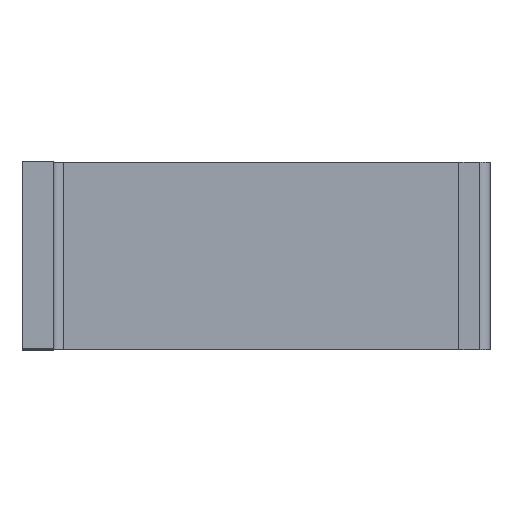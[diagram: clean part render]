
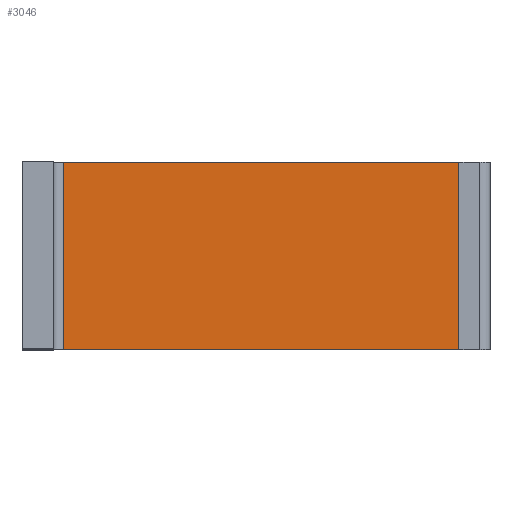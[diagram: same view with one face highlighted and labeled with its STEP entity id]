
A CAD part, top view. The second image highlights one B-rep face of the part: STEP entity #3046.
In plain terms, the highlighted planar face has unit normal (0, 0, 1).
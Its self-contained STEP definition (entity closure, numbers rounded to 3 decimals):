
#2109 = VERTEX_POINT('',#2110);
#2110 = CARTESIAN_POINT('',(42.,0.,43.));
#2124 = PLANE('',#2125);
#2125 = AXIS2_PLACEMENT_3D('',#2126,#2127,#2128);
#2126 = CARTESIAN_POINT('',(42.,0.,43.));
#2127 = DIRECTION('',(0.,0.,1.));
#2128 = DIRECTION('',(0.,1.,0.));
#2152 = PLANE('',#2153);
#2153 = AXIS2_PLACEMENT_3D('',#2154,#2155,#2156);
#2154 = CARTESIAN_POINT('',(42.,0.,40.));
#2155 = DIRECTION('',(0.,1.,0.));
#2156 = DIRECTION('',(1.,0.,0.));
#2568 = EDGE_CURVE('',#2109,#2569,#2571,.T.);
#2569 = VERTEX_POINT('',#2570);
#2570 = CARTESIAN_POINT('',(4.,0.,43.));
#2571 = SURFACE_CURVE('',#2572,(#2576,#2583),.PCURVE_S1.);
#2572 = LINE('',#2573,#2574);
#2573 = CARTESIAN_POINT('',(42.,0.,43.));
#2574 = VECTOR('',#2575,1.);
#2575 = DIRECTION('',(-1.,0.,0.));
#2576 = PCURVE('',#2152,#2577);
#2577 = DEFINITIONAL_REPRESENTATION('',(#2578),#2582);
#2578 = LINE('',#2579,#2580);
#2579 = CARTESIAN_POINT('',(-0.,-3.));
#2580 = VECTOR('',#2581,1.);
#2581 = DIRECTION('',(-1.,0.));
#2582 = ( GEOMETRIC_REPRESENTATION_CONTEXT(2) 
PARAMETRIC_REPRESENTATION_CONTEXT() REPRESENTATION_CONTEXT('2D SPACE',''
  ) );
#2583 = PCURVE('',#2584,#2589);
#2584 = PLANE('',#2585);
#2585 = AXIS2_PLACEMENT_3D('',#2586,#2587,#2588);
#2586 = CARTESIAN_POINT('',(21.,-9.,43.));
#2587 = DIRECTION('',(0.,0.,-1.));
#2588 = DIRECTION('',(0.,-1.,0.));
#2589 = DEFINITIONAL_REPRESENTATION('',(#2590),#2594);
#2590 = LINE('',#2591,#2592);
#2591 = CARTESIAN_POINT('',(-9.,-21.));
#2592 = VECTOR('',#2593,1.);
#2593 = DIRECTION('',(-0.,1.));
#2594 = ( GEOMETRIC_REPRESENTATION_CONTEXT(2) 
PARAMETRIC_REPRESENTATION_CONTEXT() REPRESENTATION_CONTEXT('2D SPACE',''
  ) );
#2731 = VERTEX_POINT('',#2732);
#2732 = CARTESIAN_POINT('',(42.,-18.,43.));
#2753 = EDGE_CURVE('',#2731,#2109,#2754,.T.);
#2754 = SURFACE_CURVE('',#2755,(#2759,#2766),.PCURVE_S1.);
#2755 = LINE('',#2756,#2757);
#2756 = CARTESIAN_POINT('',(42.,-18.,43.));
#2757 = VECTOR('',#2758,1.);
#2758 = DIRECTION('',(-0.,1.,0.));
#2759 = PCURVE('',#2124,#2760);
#2760 = DEFINITIONAL_REPRESENTATION('',(#2761),#2765);
#2761 = LINE('',#2762,#2763);
#2762 = CARTESIAN_POINT('',(-18.,0.));
#2763 = VECTOR('',#2764,1.);
#2764 = DIRECTION('',(1.,-0.));
#2765 = ( GEOMETRIC_REPRESENTATION_CONTEXT(2) 
PARAMETRIC_REPRESENTATION_CONTEXT() REPRESENTATION_CONTEXT('2D SPACE',''
  ) );
#2766 = PCURVE('',#2584,#2767);
#2767 = DEFINITIONAL_REPRESENTATION('',(#2768),#2772);
#2768 = LINE('',#2769,#2770);
#2769 = CARTESIAN_POINT('',(9.,-21.));
#2770 = VECTOR('',#2771,1.);
#2771 = DIRECTION('',(-1.,-0.));
#2772 = ( GEOMETRIC_REPRESENTATION_CONTEXT(2) 
PARAMETRIC_REPRESENTATION_CONTEXT() REPRESENTATION_CONTEXT('2D SPACE',''
  ) );
#2926 = PLANE('',#2927);
#2927 = AXIS2_PLACEMENT_3D('',#2928,#2929,#2930);
#2928 = CARTESIAN_POINT('',(0.,-18.,40.));
#2929 = DIRECTION('',(0.,-1.,0.));
#2930 = DIRECTION('',(-1.,0.,0.));
#3046 = ADVANCED_FACE('',(#3047),#2584,.F.);
#3047 = FACE_BOUND('',#3048,.T.);
#3048 = EDGE_LOOP('',(#3049,#3072,#3073,#3074));
#3049 = ORIENTED_EDGE('',*,*,#3050,.T.);
#3050 = EDGE_CURVE('',#3051,#2731,#3053,.T.);
#3051 = VERTEX_POINT('',#3052);
#3052 = CARTESIAN_POINT('',(4.,-18.,43.));
#3053 = SURFACE_CURVE('',#3054,(#3058,#3065),.PCURVE_S1.);
#3054 = LINE('',#3055,#3056);
#3055 = CARTESIAN_POINT('',(0.,-18.,43.));
#3056 = VECTOR('',#3057,1.);
#3057 = DIRECTION('',(1.,0.,0.));
#3058 = PCURVE('',#2584,#3059);
#3059 = DEFINITIONAL_REPRESENTATION('',(#3060),#3064);
#3060 = LINE('',#3061,#3062);
#3061 = CARTESIAN_POINT('',(9.,21.));
#3062 = VECTOR('',#3063,1.);
#3063 = DIRECTION('',(-0.,-1.));
#3064 = ( GEOMETRIC_REPRESENTATION_CONTEXT(2) 
PARAMETRIC_REPRESENTATION_CONTEXT() REPRESENTATION_CONTEXT('2D SPACE',''
  ) );
#3065 = PCURVE('',#2926,#3066);
#3066 = DEFINITIONAL_REPRESENTATION('',(#3067),#3071);
#3067 = LINE('',#3068,#3069);
#3068 = CARTESIAN_POINT('',(-0.,-3.));
#3069 = VECTOR('',#3070,1.);
#3070 = DIRECTION('',(-1.,-0.));
#3071 = ( GEOMETRIC_REPRESENTATION_CONTEXT(2) 
PARAMETRIC_REPRESENTATION_CONTEXT() REPRESENTATION_CONTEXT('2D SPACE',''
  ) );
#3072 = ORIENTED_EDGE('',*,*,#2753,.T.);
#3073 = ORIENTED_EDGE('',*,*,#2568,.T.);
#3074 = ORIENTED_EDGE('',*,*,#3075,.T.);
#3075 = EDGE_CURVE('',#2569,#3051,#3076,.T.);
#3076 = SURFACE_CURVE('',#3077,(#3081,#3088),.PCURVE_S1.);
#3077 = LINE('',#3078,#3079);
#3078 = CARTESIAN_POINT('',(4.,0.,43.));
#3079 = VECTOR('',#3080,1.);
#3080 = DIRECTION('',(-0.,-1.,0.));
#3081 = PCURVE('',#2584,#3082);
#3082 = DEFINITIONAL_REPRESENTATION('',(#3083),#3087);
#3083 = LINE('',#3084,#3085);
#3084 = CARTESIAN_POINT('',(-9.,17.));
#3085 = VECTOR('',#3086,1.);
#3086 = DIRECTION('',(1.,-0.));
#3087 = ( GEOMETRIC_REPRESENTATION_CONTEXT(2) 
PARAMETRIC_REPRESENTATION_CONTEXT() REPRESENTATION_CONTEXT('2D SPACE',''
  ) );
#3088 = PCURVE('',#3089,#3094);
#3089 = CYLINDRICAL_SURFACE('',#3090,1.);
#3090 = AXIS2_PLACEMENT_3D('',#3091,#3092,#3093);
#3091 = CARTESIAN_POINT('',(4.,0.,44.));
#3092 = DIRECTION('',(-0.,-1.,0.));
#3093 = DIRECTION('',(-0.,0.,-1.));
#3094 = DEFINITIONAL_REPRESENTATION('',(#3095),#3099);
#3095 = LINE('',#3096,#3097);
#3096 = CARTESIAN_POINT('',(-0.,0.));
#3097 = VECTOR('',#3098,1.);
#3098 = DIRECTION('',(-0.,1.));
#3099 = ( GEOMETRIC_REPRESENTATION_CONTEXT(2) 
PARAMETRIC_REPRESENTATION_CONTEXT() REPRESENTATION_CONTEXT('2D SPACE',''
  ) );
